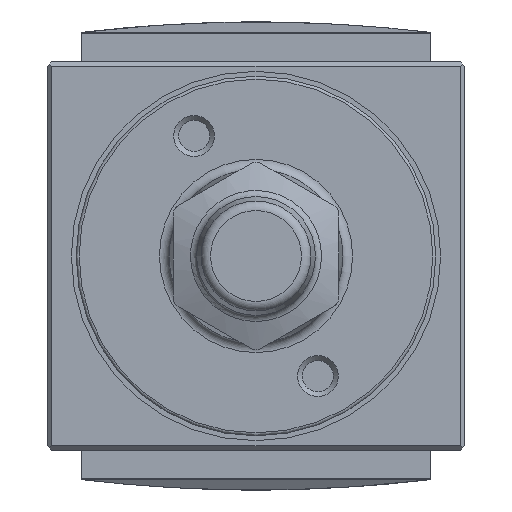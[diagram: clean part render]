
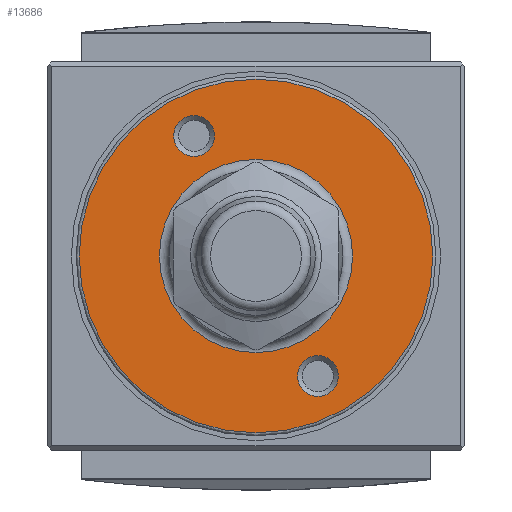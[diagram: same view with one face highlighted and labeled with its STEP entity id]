
A CAD part, front view. The second image highlights one B-rep face of the part: STEP entity #13686.
In plain terms, the highlighted planar face has unit normal (0, -1, 0).
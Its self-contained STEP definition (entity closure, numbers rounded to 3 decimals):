
#488=PLANE('',#14628);
#4684=ORIENTED_EDGE('',*,*,#6293,.F.);
#4685=ORIENTED_EDGE('',*,*,#6294,.F.);
#4686=ORIENTED_EDGE('',*,*,#6295,.F.);
#4687=ORIENTED_EDGE('',*,*,#6292,.T.);
#6292=EDGE_CURVE('',#7282,#7282,#7701,.T.);
#6293=EDGE_CURVE('',#7283,#7283,#7702,.T.);
#6294=EDGE_CURVE('',#7284,#7284,#7703,.T.);
#6295=EDGE_CURVE('',#7285,#7285,#7704,.T.);
#7282=VERTEX_POINT('',#20336);
#7283=VERTEX_POINT('',#20339);
#7284=VERTEX_POINT('',#20341);
#7285=VERTEX_POINT('',#20343);
#7701=CIRCLE('',#14627,18.2);
#7702=CIRCLE('',#14629,9.94);
#7703=CIRCLE('',#14630,2.1);
#7704=CIRCLE('',#14631,2.1);
#8294=EDGE_LOOP('',(#4684));
#8295=EDGE_LOOP('',(#4685));
#8296=EDGE_LOOP('',(#4686));
#8297=EDGE_LOOP('',(#4687));
#8981=FACE_BOUND('',#8294,.T.);
#8982=FACE_BOUND('',#8295,.T.);
#8983=FACE_BOUND('',#8296,.T.);
#8984=FACE_BOUND('',#8297,.T.);
#13686=ADVANCED_FACE('',(#8981,#8982,#8983,#8984),#488,.F.);
#14627=AXIS2_PLACEMENT_3D('',#20335,#17239,#17240);
#14628=AXIS2_PLACEMENT_3D('',#20337,#17241,#17242);
#14629=AXIS2_PLACEMENT_3D('',#20338,#17243,#17244);
#14630=AXIS2_PLACEMENT_3D('',#20340,#17245,#17246);
#14631=AXIS2_PLACEMENT_3D('',#20342,#17247,#17248);
#17239=DIRECTION('',(0.,-1.,0.));
#17240=DIRECTION('',(0.,0.,-1.));
#17241=DIRECTION('',(0.,1.,0.));
#17242=DIRECTION('',(0.,0.,1.));
#17243=DIRECTION('',(0.,-1.,0.));
#17244=DIRECTION('',(0.,0.,-1.));
#17245=DIRECTION('',(0.,-1.,0.));
#17246=DIRECTION('',(0.,0.,-1.));
#17247=DIRECTION('',(0.,-1.,0.));
#17248=DIRECTION('',(0.,0.,-1.));
#20335=CARTESIAN_POINT('',(0.,0.1,0.));
#20336=CARTESIAN_POINT('',(0.,0.1,-18.2));
#20337=CARTESIAN_POINT('',(18.2,0.1,0.));
#20338=CARTESIAN_POINT('',(0.,0.1,0.));
#20339=CARTESIAN_POINT('',(0.,0.1,-9.94));
#20340=CARTESIAN_POINT('',(6.367,0.1,-12.356));
#20341=CARTESIAN_POINT('',(6.367,0.1,-14.456));
#20342=CARTESIAN_POINT('',(-6.367,0.1,12.356));
#20343=CARTESIAN_POINT('',(-6.367,0.1,10.256));
